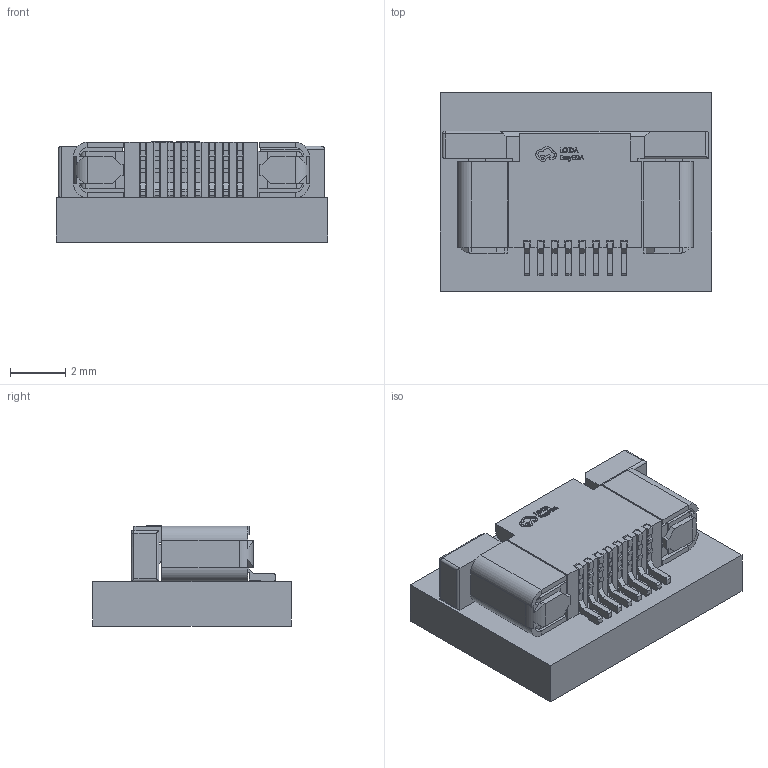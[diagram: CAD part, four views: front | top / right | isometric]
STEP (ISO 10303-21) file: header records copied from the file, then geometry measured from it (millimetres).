
FILE_DESCRIPTION(('Designed by EasyEDA Pro'),'2;1');
FILE_NAME('Open CASCADE Shape Model','2023-05-03T18:40:34',('Author'),( 'Open CASCADE'),'Open CASCADE STEP processor 7.6','Open CASCADE 7.6' ,'Unknown');
FILE_SCHEMA(('AUTOMOTIVE_DESIGN { 1 0 10303 214 1 1 1 1 }'));
Length unit declared in the file: millimetre
Products named in the file (5): PCBModel; COMPOUND; FPC1; FPC-SMD_P0.5-8P_LCS-SH-H2.0
Assembly tree (4 placements, depth 4):
  PCBModel
    COMPOUND
    FPC1
      FPC-SMD_P0.5-8P_LCS-SH-H2.0
        COMPOUND
Bounding box: 9.78 x 7.15 x 3.61 mm (x, y, z)
Volume: 162.2 mm3; surface area: 572.1 mm2
Topology: 13 solids, 13 shells, 921 faces, 2574 edges, 1692 vertices
Faces by surface type: plane 681, bspline 146, cylinder 93, sphere 1
Entity records: 39124 total; most frequent: CARTESIAN_POINT 8859, ORIENTED_EDGE 5146, DIRECTION 3994, EDGE_CURVE 2573, LINE 2092, VECTOR 2092, VERTEX_POINT 1692, AXIS2_PLACEMENT_3D 951
